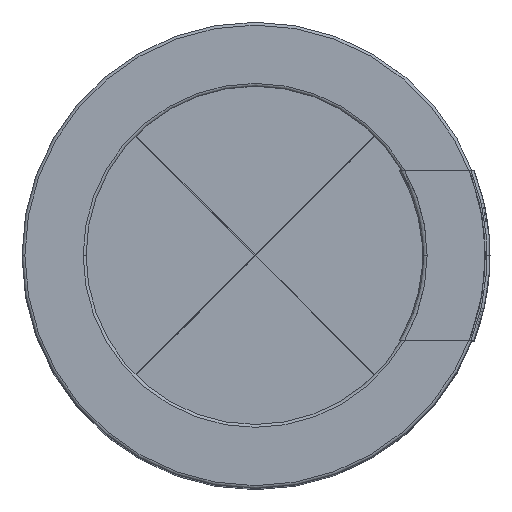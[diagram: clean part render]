
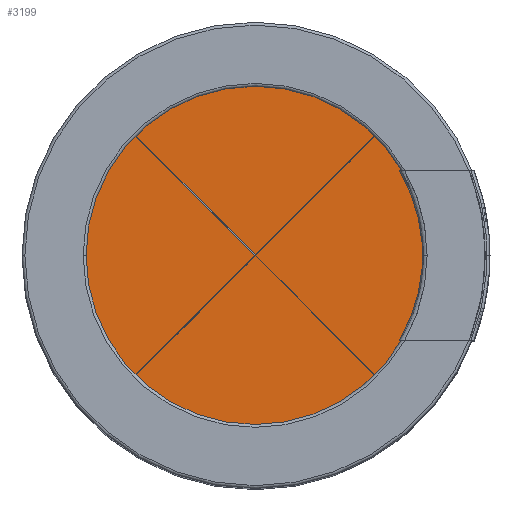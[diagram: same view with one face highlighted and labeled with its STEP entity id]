
A CAD part, top view. The second image highlights one B-rep face of the part: STEP entity #3199.
In plain terms, the highlighted planar face has unit normal (0, 0, 1).
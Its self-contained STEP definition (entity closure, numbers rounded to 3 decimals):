
#22 = LINE ( 'NONE', #5111, #473 ) ;
#175 = DIRECTION ( 'NONE',  ( 0.707, -0.707, 0. ) ) ;
#187 = VECTOR ( 'NONE', #1217, 1000. ) ;
#217 = EDGE_CURVE ( 'NONE', #1993, #552, #5795, .T. ) ;
#219 = CARTESIAN_POINT ( 'NONE',  ( -1.704, 5.531, 25.8 ) ) ;
#277 = VERTEX_POINT ( 'NONE', #284 ) ;
#284 = CARTESIAN_POINT ( 'NONE',  ( 11.63, 0., 25.8 ) ) ;
#344 = DIRECTION ( 'NONE',  ( 1., 0., 0. ) ) ;
#473 = VECTOR ( 'NONE', #1403, 1000. ) ;
#496 = EDGE_CURVE ( 'NONE', #552, #1082, #3169, .T. ) ;
#552 = VERTEX_POINT ( 'NONE', #6132 ) ;
#617 = DIRECTION ( 'NONE',  ( 0., 0., -1. ) ) ;
#626 = LINE ( 'NONE', #1212, #5927 ) ;
#708 = LINE ( 'NONE', #5690, #187 ) ;
#813 = EDGE_CURVE ( 'NONE', #6933, #4208, #22, .T. ) ;
#932 = EDGE_CURVE ( 'NONE', #1809, #5881, #708, .T. ) ;
#1018 = PLANE ( 'NONE',  #3771 ) ;
#1019 = CARTESIAN_POINT ( 'NONE',  ( 3.81, 0.018, 25.8 ) ) ;
#1026 = EDGE_CURVE ( 'NONE', #1853, #6880, #5548, .T. ) ;
#1076 = VECTOR ( 'NONE', #175, 1000. ) ;
#1082 = VERTEX_POINT ( 'NONE', #219 ) ;
#1123 = CARTESIAN_POINT ( 'NONE',  ( -5.622, 1.612, 25.8 ) ) ;
#1126 = DIRECTION ( 'NONE',  ( -0.707, 0.707, 0. ) ) ;
#1212 = CARTESIAN_POINT ( 'NONE',  ( -0.109, -3.901, 25.8 ) ) ;
#1217 = DIRECTION ( 'NONE',  ( 0.707, -0.707, 0. ) ) ;
#1337 = DIRECTION ( 'NONE',  ( -0.707, 0.707, 0. ) ) ;
#1356 = LINE ( 'NONE', #6991, #9092 ) ;
#1403 = DIRECTION ( 'NONE',  ( -0.707, -0.707, 0. ) ) ;
#1410 = ORIENTED_EDGE ( 'NONE', *, *, #813, .T. ) ;
#1585 = DIRECTION ( 'NONE',  ( -1., 0., 0. ) ) ;
#1615 = ORIENTED_EDGE ( 'NONE', *, *, #5403, .T. ) ;
#1645 = ORIENTED_EDGE ( 'NONE', *, *, #496, .T. ) ;
#1790 = EDGE_CURVE ( 'NONE', #1822, #1993, #1356, .T. ) ;
#1809 = VERTEX_POINT ( 'NONE', #2901 ) ;
#1822 = VERTEX_POINT ( 'NONE', #5723 ) ;
#1853 = VERTEX_POINT ( 'NONE', #6700 ) ;
#1857 = VECTOR ( 'NONE', #6934, 1000. ) ;
#1993 = VERTEX_POINT ( 'NONE', #8036 ) ;
#2008 = CARTESIAN_POINT ( 'NONE',  ( -0.109, 3.901, 25.8 ) ) ;
#2117 = LINE ( 'NONE', #8462, #1857 ) ;
#2352 = ORIENTED_EDGE ( 'NONE', *, *, #7870, .T. ) ;
#2372 = EDGE_CURVE ( 'NONE', #8821, #277, #6198, .T. ) ;
#2378 = EDGE_CURVE ( 'NONE', #277, #8821, #3383, .T. ) ;
#2522 = DIRECTION ( 'NONE',  ( -0.707, -0.707, 0. ) ) ;
#2560 = CARTESIAN_POINT ( 'NONE',  ( 3.81, -0.018, 25.8 ) ) ;
#2808 = EDGE_LOOP ( 'NONE', ( #2352, #5650, #1410, #4050, #4727, #7417, #1645, #5995, #4640, #3226, #1615, #7504 ) ) ;
#2845 = LINE ( 'NONE', #2008, #8853 ) ;
#2901 = CARTESIAN_POINT ( 'NONE',  ( 3.828, 0., 25.8 ) ) ;
#3169 = LINE ( 'NONE', #1123, #8004 ) ;
#3199 = ADVANCED_FACE ( 'NONE', ( #4503, #6580 ), #1018, .T. ) ;
#3226 = ORIENTED_EDGE ( 'NONE', *, *, #1026, .T. ) ;
#3379 = ORIENTED_EDGE ( 'NONE', *, *, #2378, .F. ) ;
#3383 = CIRCLE ( 'NONE', #5766, 7.82 ) ;
#3607 = DIRECTION ( 'NONE',  ( 0.707, 0.707, 0. ) ) ;
#3771 = AXIS2_PLACEMENT_3D ( 'NONE', #6663, #7216, #344 ) ;
#3918 = DIRECTION ( 'NONE',  ( -1., 0., 0. ) ) ;
#4050 = ORIENTED_EDGE ( 'NONE', *, *, #7705, .T. ) ;
#4208 = VERTEX_POINT ( 'NONE', #9001 ) ;
#4442 = CARTESIAN_POINT ( 'NONE',  ( 9.341, 5.514, 25.8 ) ) ;
#4503 = FACE_OUTER_BOUND ( 'NONE', #7660, .T. ) ;
#4640 = ORIENTED_EDGE ( 'NONE', *, *, #6736, .T. ) ;
#4658 = LINE ( 'NONE', #8976, #5072 ) ;
#4727 = ORIENTED_EDGE ( 'NONE', *, *, #1790, .T. ) ;
#5070 = LINE ( 'NONE', #6486, #8589 ) ;
#5072 = VECTOR ( 'NONE', #1126, 1000. ) ;
#5111 = CARTESIAN_POINT ( 'NONE',  ( -0.091, -3.919, 25.8 ) ) ;
#5264 = DIRECTION ( 'NONE',  ( 0.707, 0.707, 0. ) ) ;
#5361 = EDGE_CURVE ( 'NONE', #1082, #8038, #2117, .T. ) ;
#5403 = EDGE_CURVE ( 'NONE', #6880, #1809, #5525, .T. ) ;
#5449 = DIRECTION ( 'NONE',  ( 0.707, 0.707, 0. ) ) ;
#5475 = DIRECTION ( 'NONE',  ( -0.707, -0.707, 0. ) ) ;
#5525 = LINE ( 'NONE', #8361, #5847 ) ;
#5548 = LINE ( 'NONE', #5818, #1076 ) ;
#5650 = ORIENTED_EDGE ( 'NONE', *, *, #7041, .T. ) ;
#5690 = CARTESIAN_POINT ( 'NONE',  ( -0.091, 3.919, 25.8 ) ) ;
#5723 = CARTESIAN_POINT ( 'NONE',  ( -1.721, -5.514, 25.8 ) ) ;
#5766 = AXIS2_PLACEMENT_3D ( 'NONE', #7852, #7156, #3918 ) ;
#5795 = LINE ( 'NONE', #5883, #8457 ) ;
#5818 = CARTESIAN_POINT ( 'NONE',  ( 5.422, 9.432, 25.8 ) ) ;
#5847 = VECTOR ( 'NONE', #5475, 1000. ) ;
#5881 = VERTEX_POINT ( 'NONE', #7896 ) ;
#5883 = CARTESIAN_POINT ( 'NONE',  ( -0.109, 3.901, 25.8 ) ) ;
#5927 = VECTOR ( 'NONE', #5449, 1000. ) ;
#5995 = ORIENTED_EDGE ( 'NONE', *, *, #5361, .T. ) ;
#6132 = CARTESIAN_POINT ( 'NONE',  ( -1.721, 5.514, 25.8 ) ) ;
#6198 = CIRCLE ( 'NONE', #7341, 7.82 ) ;
#6486 = CARTESIAN_POINT ( 'NONE',  ( 5.422, -9.432, 25.8 ) ) ;
#6580 = FACE_BOUND ( 'NONE', #2808, .T. ) ;
#6663 = CARTESIAN_POINT ( 'NONE',  ( -4.01, 0., 25.8 ) ) ;
#6684 = ORIENTED_EDGE ( 'NONE', *, *, #2372, .F. ) ;
#6700 = CARTESIAN_POINT ( 'NONE',  ( 9.324, 5.531, 25.8 ) ) ;
#6736 = EDGE_CURVE ( 'NONE', #8038, #1853, #626, .T. ) ;
#6880 = VERTEX_POINT ( 'NONE', #4442 ) ;
#6933 = VERTEX_POINT ( 'NONE', #2560 ) ;
#6934 = DIRECTION ( 'NONE',  ( 0.707, -0.707, 0. ) ) ;
#6942 = CARTESIAN_POINT ( 'NONE',  ( 3.81, 0., 25.8 ) ) ;
#6991 = CARTESIAN_POINT ( 'NONE',  ( -0.109, -3.901, 25.8 ) ) ;
#7041 = EDGE_CURVE ( 'NONE', #7403, #6933, #2845, .T. ) ;
#7156 = DIRECTION ( 'NONE',  ( 0., 0., -1. ) ) ;
#7216 = DIRECTION ( 'NONE',  ( 0., 0., 1. ) ) ;
#7341 = AXIS2_PLACEMENT_3D ( 'NONE', #6942, #617, #1585 ) ;
#7403 = VERTEX_POINT ( 'NONE', #8831 ) ;
#7417 = ORIENTED_EDGE ( 'NONE', *, *, #217, .T. ) ;
#7504 = ORIENTED_EDGE ( 'NONE', *, *, #932, .T. ) ;
#7660 = EDGE_LOOP ( 'NONE', ( #6684, #3379 ) ) ;
#7705 = EDGE_CURVE ( 'NONE', #4208, #1822, #4658, .T. ) ;
#7852 = CARTESIAN_POINT ( 'NONE',  ( 3.81, 0., 25.8 ) ) ;
#7870 = EDGE_CURVE ( 'NONE', #5881, #7403, #5070, .T. ) ;
#7896 = CARTESIAN_POINT ( 'NONE',  ( 9.341, -5.514, 25.8 ) ) ;
#8004 = VECTOR ( 'NONE', #5264, 1000. ) ;
#8036 = CARTESIAN_POINT ( 'NONE',  ( 3.792, 0., 25.8 ) ) ;
#8038 = VERTEX_POINT ( 'NONE', #1019 ) ;
#8116 = CARTESIAN_POINT ( 'NONE',  ( -4.01, 0., 25.8 ) ) ;
#8361 = CARTESIAN_POINT ( 'NONE',  ( -0.091, -3.919, 25.8 ) ) ;
#8457 = VECTOR ( 'NONE', #8673, 1000. ) ;
#8462 = CARTESIAN_POINT ( 'NONE',  ( -0.091, 3.919, 25.8 ) ) ;
#8589 = VECTOR ( 'NONE', #2522, 1000. ) ;
#8673 = DIRECTION ( 'NONE',  ( -0.707, 0.707, 0. ) ) ;
#8821 = VERTEX_POINT ( 'NONE', #8116 ) ;
#8831 = CARTESIAN_POINT ( 'NONE',  ( 9.324, -5.531, 25.8 ) ) ;
#8853 = VECTOR ( 'NONE', #1337, 1000. ) ;
#8976 = CARTESIAN_POINT ( 'NONE',  ( -5.622, -1.612, 25.8 ) ) ;
#9001 = CARTESIAN_POINT ( 'NONE',  ( -1.704, -5.531, 25.8 ) ) ;
#9092 = VECTOR ( 'NONE', #3607, 1000. ) ;
